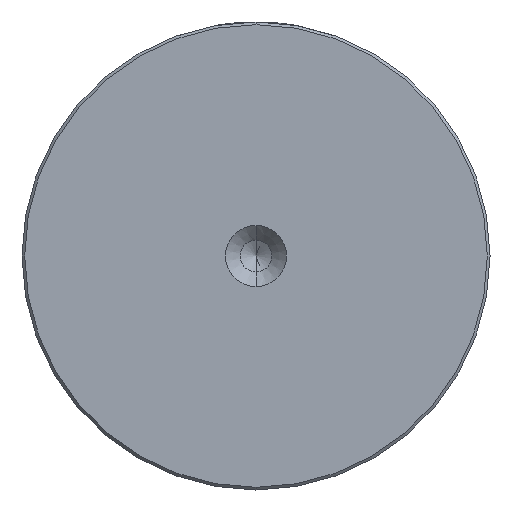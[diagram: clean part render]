
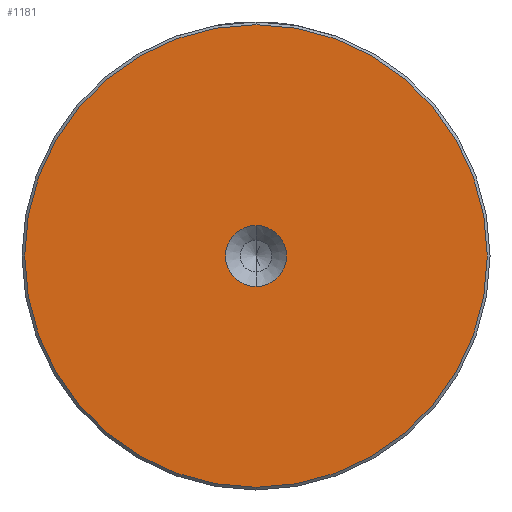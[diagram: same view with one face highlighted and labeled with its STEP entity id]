
A CAD part, left-side view. The second image highlights one B-rep face of the part: STEP entity #1181.
In plain terms, the highlighted planar face has unit normal (-1, 0, 0).
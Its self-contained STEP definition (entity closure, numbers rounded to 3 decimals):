
#10 = CARTESIAN_POINT ( 'NONE',  ( 0., 0., 0. ) ) ;
#53 = EDGE_CURVE ( 'NONE', #753, #681, #650, .T. ) ;
#87 = FACE_OUTER_BOUND ( 'NONE', #840, .T. ) ;
#130 = CARTESIAN_POINT ( 'NONE',  ( 0., 0., 5.6 ) ) ;
#264 = DIRECTION ( 'NONE',  ( -1., 0., 0. ) ) ;
#361 = DIRECTION ( 'NONE',  ( 0., 0., 1. ) ) ;
#399 = CARTESIAN_POINT ( 'NONE',  ( 0., 0., 42.5 ) ) ;
#418 = ORIENTED_EDGE ( 'NONE', *, *, #1668, .F. ) ;
#457 = DIRECTION ( 'NONE',  ( 0., 0., 1. ) ) ;
#466 = DIRECTION ( 'NONE',  ( -1., 0., 0. ) ) ;
#475 = CARTESIAN_POINT ( 'NONE',  ( 0., 0., 0. ) ) ;
#551 = ORIENTED_EDGE ( 'NONE', *, *, #1409, .F. ) ;
#618 = CARTESIAN_POINT ( 'NONE',  ( 0., 0., 0. ) ) ;
#640 = DIRECTION ( 'NONE',  ( -1., 0., 0. ) ) ;
#650 = CIRCLE ( 'NONE', #1801, 42.5 ) ;
#681 = VERTEX_POINT ( 'NONE', #399 ) ;
#689 = AXIS2_PLACEMENT_3D ( 'NONE', #10, #264, #361 ) ;
#753 = VERTEX_POINT ( 'NONE', #1895 ) ;
#824 = DIRECTION ( 'NONE',  ( 0., 0., 1. ) ) ;
#826 = AXIS2_PLACEMENT_3D ( 'NONE', #1823, #640, #2019 ) ;
#840 = EDGE_LOOP ( 'NONE', ( #931, #1615 ) ) ;
#927 = CARTESIAN_POINT ( 'NONE',  ( 0., 0., 0. ) ) ;
#931 = ORIENTED_EDGE ( 'NONE', *, *, #53, .T. ) ;
#1138 = DIRECTION ( 'NONE',  ( 0., 0., 1. ) ) ;
#1181 = ADVANCED_FACE ( 'NONE', ( #87, #1187 ), #1190, .T. ) ;
#1187 = FACE_BOUND ( 'NONE', #2517, .T. ) ;
#1190 = PLANE ( 'NONE',  #689 ) ;
#1213 = EDGE_CURVE ( 'NONE', #681, #753, #1576, .T. ) ;
#1409 = EDGE_CURVE ( 'NONE', #1518, #1468, #2048, .T. ) ;
#1468 = VERTEX_POINT ( 'NONE', #1714 ) ;
#1518 = VERTEX_POINT ( 'NONE', #130 ) ;
#1576 = CIRCLE ( 'NONE', #826, 42.5 ) ;
#1614 = CIRCLE ( 'NONE', #1753, 5.6 ) ;
#1615 = ORIENTED_EDGE ( 'NONE', *, *, #1213, .T. ) ;
#1668 = EDGE_CURVE ( 'NONE', #1468, #1518, #1614, .T. ) ;
#1714 = CARTESIAN_POINT ( 'NONE',  ( 0., 0., -5.6 ) ) ;
#1753 = AXIS2_PLACEMENT_3D ( 'NONE', #618, #1991, #824 ) ;
#1798 = AXIS2_PLACEMENT_3D ( 'NONE', #927, #2298, #1138 ) ;
#1801 = AXIS2_PLACEMENT_3D ( 'NONE', #475, #466, #457 ) ;
#1823 = CARTESIAN_POINT ( 'NONE',  ( 0., 0., 0. ) ) ;
#1895 = CARTESIAN_POINT ( 'NONE',  ( 0., 0., -42.5 ) ) ;
#1991 = DIRECTION ( 'NONE',  ( -1., 0., 0. ) ) ;
#2019 = DIRECTION ( 'NONE',  ( 0., 0., 1. ) ) ;
#2048 = CIRCLE ( 'NONE', #1798, 5.6 ) ;
#2298 = DIRECTION ( 'NONE',  ( -1., 0., 0. ) ) ;
#2517 = EDGE_LOOP ( 'NONE', ( #551, #418 ) ) ;
